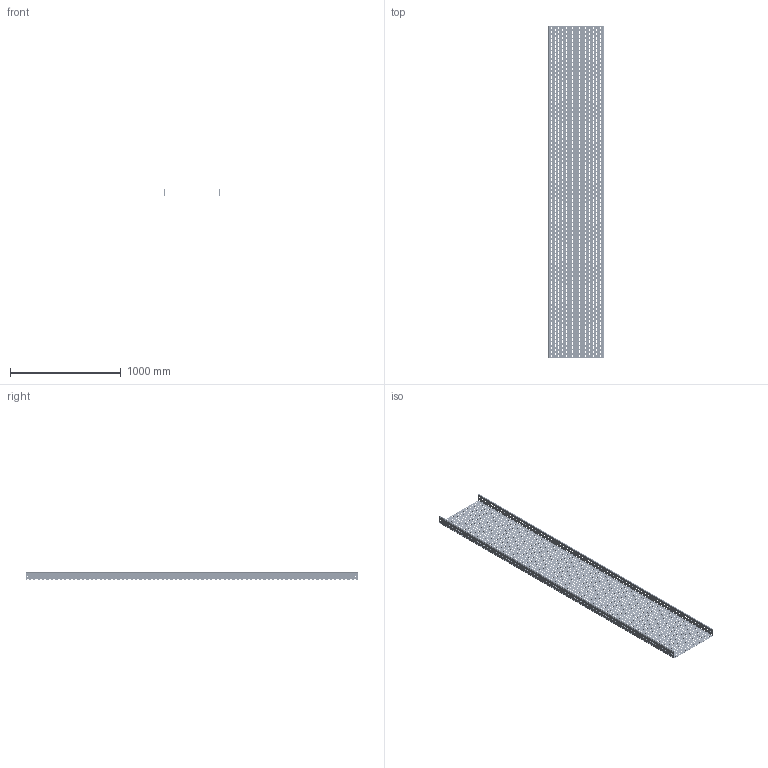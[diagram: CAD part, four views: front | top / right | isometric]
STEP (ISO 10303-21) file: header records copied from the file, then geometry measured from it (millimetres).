
FILE_DESCRIPTION(/* description */ (''),/* implementation_level */ '2;1');
FILE_NAME(/* name */ 'KCP500H80_3N.stp',/* time_stamp */ '2020-03-24T11:57:12+01:00',/* author */ ('stanislaw.luczak'),/* organization */ (''),/* preprocessor_version */ 'ST-DEVELOPER v18',/* originating_system */ 'Autodesk Inventor 2020',/* authorisation */ '');
FILE_SCHEMA (('AUTOMOTIVE_DESIGN { 1 0 10303 214 3 1 1 }'));
Products named in the file (1): 500H60N_KGJ_3M
Bounding box: 500.41 x 3000 x 79.97 mm (x, y, z)
Volume: 2655997.2 mm3; surface area: 3686566.5 mm2
Topology: 1 solids, 1 shells, 6190 faces, 18548 edges, 12360 vertices
Faces by surface type: plane 3110, cylinder 3080
Entity records: 216317 total; most frequent: CARTESIAN_POINT 37099, ORIENTED_EDGE 37096, DIRECTION 37090, EDGE_CURVE 18548, LINE 12388, VECTOR 12388, VERTEX_POINT 12360, AXIS2_PLACEMENT_3D 12351
